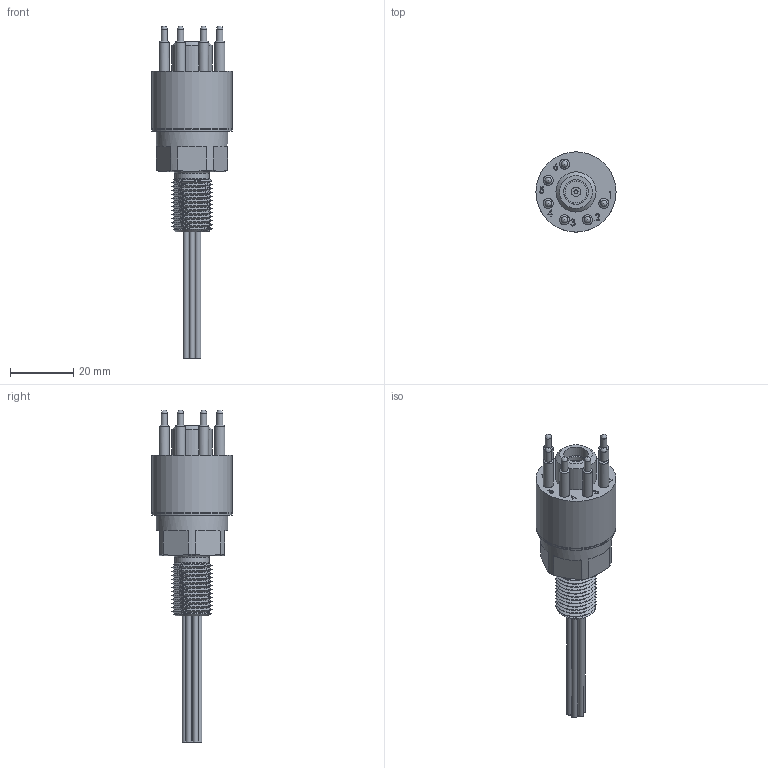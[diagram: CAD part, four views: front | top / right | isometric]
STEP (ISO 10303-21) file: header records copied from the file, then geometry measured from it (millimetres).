
FILE_DESCRIPTION(/* description */ (''),/* implementation_level */ '2;1');
FILE_NAME(/* name */ 'HF75CXBHM w-power.stp',/* time_stamp */ '2017-02-10T13:31:10+01:00',/* author */ ('sh'),/* organization */ (''),/* preprocessor_version */ 'ST-DEVELOPER v15.2',/* originating_system */ 'Autodesk Inventor 2014',/* authorisation */ '');
FILE_SCHEMA (('AUTOMOTIVE_DESIGN { 1 0 10303 214 3 1 1 }'));
Length unit declared in the file: inch
Products named in the file (1): HF75CXBHM w-power
Bounding box: 25.35 x 25.35 x 104.97 mm (x, y, z)
Volume: 15076.3 mm3; surface area: 13726.1 mm2
Topology: 24 solids, 24 shells, 266 faces, 644 edges, 454 vertices
Faces by surface type: plane 125, cylinder 63, bspline 45, cone 20, torus 13
Full cylindrical faces by diameter (mm): 0.381 x2, 0.813 x12, 1.27 x1, 1.321 x6, 1.778 x6, 1.986 x6, 2.54 x1, 2.845 x1, 2.921 x1, 3.175 x6, 3.759 x1, 6.909 x2, 6.96 x1, 7.62 x1, 7.772 x2, 8.484 x1, 10.922 x1, 12.7 x1, 14.351 x1, 15.875 x1, 17.462 x2, 18.872 x1, 19.05 x1, 22.555 x1, 25.349 x2
Entity records: 11245 total; most frequent: CARTESIAN_POINT 5807, ORIENTED_EDGE 1016, DIRECTION 968, EDGE_CURVE 508, VERTEX_POINT 412, EDGE_LOOP 406, AXIS2_PLACEMENT_3D 401, ADVANCED_FACE 265
